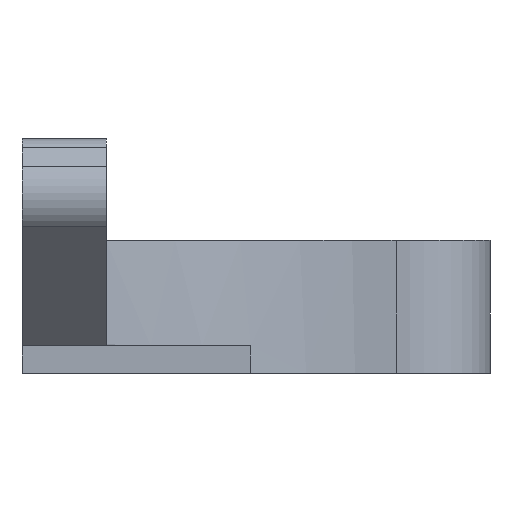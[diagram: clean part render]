
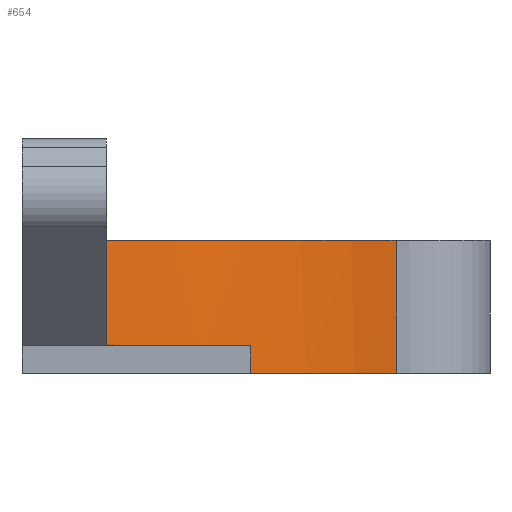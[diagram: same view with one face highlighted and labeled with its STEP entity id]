
A CAD part, front view. The second image highlights one B-rep face of the part: STEP entity #654.
In plain terms, the highlighted cylindrical face has radius 42 mm (diameter 84 mm), a partial arc.
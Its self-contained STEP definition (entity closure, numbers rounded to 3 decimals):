
#57 = VERTEX_POINT('',#58);
#58 = CARTESIAN_POINT('',(7.9,-41.25,2.75));
#64 = EDGE_CURVE('',#65,#57,#67,.T.);
#65 = VERTEX_POINT('',#66);
#66 = CARTESIAN_POINT('',(7.9,-41.25,12.5));
#67 = LINE('',#68,#69);
#68 = CARTESIAN_POINT('',(7.9,-41.25,0.));
#69 = VECTOR('',#70,1.);
#70 = DIRECTION('',(-0.,-0.,-1.));
#294 = VERTEX_POINT('',#295);
#295 = CARTESIAN_POINT('',(21.5,-36.08,2.6));
#335 = VERTEX_POINT('',#336);
#336 = CARTESIAN_POINT('',(7.074,-41.4,2.6));
#342 = EDGE_CURVE('',#294,#335,#343,.T.);
#343 = CIRCLE('',#344,42.);
#344 = AXIS2_PLACEMENT_3D('',#345,#346,#347);
#345 = CARTESIAN_POINT('',(0.,0.,2.6));
#346 = DIRECTION('',(0.,0.,-1.));
#347 = DIRECTION('',(1.,0.,0.));
#371 = VERTEX_POINT('',#372);
#372 = CARTESIAN_POINT('',(35.171,-22.957,12.5));
#447 = EDGE_CURVE('',#65,#371,#448,.T.);
#448 = CIRCLE('',#449,42.);
#449 = AXIS2_PLACEMENT_3D('',#450,#451,#452);
#450 = CARTESIAN_POINT('',(0.,0.,12.5));
#451 = DIRECTION('',(0.,0.,1.));
#452 = DIRECTION('',(1.,0.,0.));
#643 = EDGE_CURVE('',#57,#335,#644,.T.);
#644 = ELLIPSE('',#645,59.397,42.);
#645 = AXIS2_PLACEMENT_3D('',#646,#647,#648);
#646 = CARTESIAN_POINT('',(0.,0.,44.));
#647 = DIRECTION('',(0.,0.707,-0.707));
#648 = DIRECTION('',(0.,-0.707,-0.707));
#654 = ADVANCED_FACE('',(#655),#684,.T.);
#655 = FACE_BOUND('',#656,.F.);
#656 = EDGE_LOOP('',(#657,#668,#674,#675,#676,#677,#678));
#657 = ORIENTED_EDGE('',*,*,#658,.F.);
#658 = EDGE_CURVE('',#659,#661,#663,.T.);
#659 = VERTEX_POINT('',#660);
#660 = CARTESIAN_POINT('',(21.5,-36.08,0.));
#661 = VERTEX_POINT('',#662);
#662 = CARTESIAN_POINT('',(35.171,-22.957,0.));
#663 = CIRCLE('',#664,42.);
#664 = AXIS2_PLACEMENT_3D('',#665,#666,#667);
#665 = CARTESIAN_POINT('',(0.,0.,0.));
#666 = DIRECTION('',(0.,0.,1.));
#667 = DIRECTION('',(1.,0.,0.));
#668 = ORIENTED_EDGE('',*,*,#669,.F.);
#669 = EDGE_CURVE('',#294,#659,#670,.T.);
#670 = LINE('',#671,#672);
#671 = CARTESIAN_POINT('',(21.5,-36.08,0.));
#672 = VECTOR('',#673,1.);
#673 = DIRECTION('',(-0.,-0.,-1.));
#674 = ORIENTED_EDGE('',*,*,#342,.T.);
#675 = ORIENTED_EDGE('',*,*,#643,.F.);
#676 = ORIENTED_EDGE('',*,*,#64,.F.);
#677 = ORIENTED_EDGE('',*,*,#447,.T.);
#678 = ORIENTED_EDGE('',*,*,#679,.T.);
#679 = EDGE_CURVE('',#371,#661,#680,.T.);
#680 = LINE('',#681,#682);
#681 = CARTESIAN_POINT('',(35.171,-22.957,0.));
#682 = VECTOR('',#683,1.);
#683 = DIRECTION('',(-0.,-0.,-1.));
#684 = CYLINDRICAL_SURFACE('',#685,42.);
#685 = AXIS2_PLACEMENT_3D('',#686,#687,#688);
#686 = CARTESIAN_POINT('',(0.,0.,0.));
#687 = DIRECTION('',(-0.,-0.,-1.));
#688 = DIRECTION('',(1.,0.,0.));
